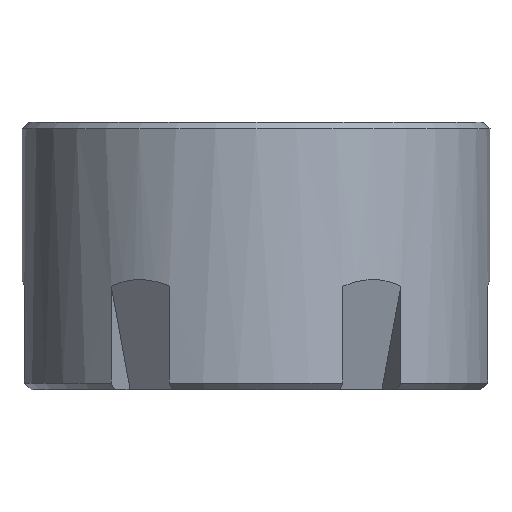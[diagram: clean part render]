
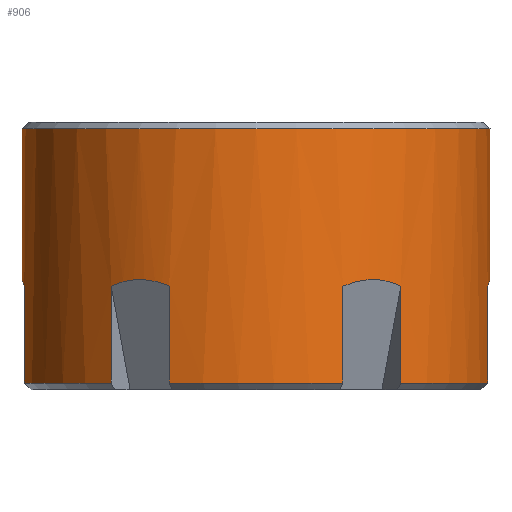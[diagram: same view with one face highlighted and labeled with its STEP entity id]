
A CAD part, left-side view. The second image highlights one B-rep face of the part: STEP entity #906.
In plain terms, the highlighted cylindrical face has radius 17.5 mm (diameter 35 mm), a full revolution.
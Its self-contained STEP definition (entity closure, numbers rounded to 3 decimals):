
#22=ELLIPSE('',#948,51.167,17.5);
#23=ELLIPSE('',#950,51.167,17.5);
#24=ELLIPSE('',#972,51.167,17.5);
#25=ELLIPSE('',#976,51.167,17.5);
#26=ELLIPSE('',#980,51.167,17.5);
#27=ELLIPSE('',#992,51.167,17.5);
#61=LINE('',#1339,#103);
#62=LINE('',#1341,#104);
#65=LINE('',#1349,#107);
#66=LINE('',#1351,#108);
#69=LINE('',#1359,#111);
#70=LINE('',#1361,#112);
#71=LINE('',#1363,#113);
#72=LINE('',#1365,#114);
#73=LINE('',#1367,#115);
#74=LINE('',#1376,#116);
#75=LINE('',#1380,#117);
#76=LINE('',#1381,#118);
#103=VECTOR('',#1139,1000.);
#104=VECTOR('',#1142,1000.);
#107=VECTOR('',#1151,1000.);
#108=VECTOR('',#1154,1000.);
#111=VECTOR('',#1163,1000.);
#112=VECTOR('',#1166,1000.);
#113=VECTOR('',#1169,1000.);
#114=VECTOR('',#1172,1000.);
#115=VECTOR('',#1175,1000.);
#116=VECTOR('',#1188,1000.);
#117=VECTOR('',#1191,1000.);
#118=VECTOR('',#1192,1000.);
#272=ORIENTED_EDGE('',*,*,#391,.F.);
#273=ORIENTED_EDGE('',*,*,#392,.T.);
#274=ORIENTED_EDGE('',*,*,#393,.T.);
#275=ORIENTED_EDGE('',*,*,#394,.F.);
#276=ORIENTED_EDGE('',*,*,#352,.F.);
#277=ORIENTED_EDGE('',*,*,#376,.T.);
#278=ORIENTED_EDGE('',*,*,#372,.T.);
#279=ORIENTED_EDGE('',*,*,#375,.F.);
#280=ORIENTED_EDGE('',*,*,#362,.F.);
#281=ORIENTED_EDGE('',*,*,#380,.T.);
#282=ORIENTED_EDGE('',*,*,#377,.T.);
#283=ORIENTED_EDGE('',*,*,#381,.F.);
#284=ORIENTED_EDGE('',*,*,#341,.F.);
#285=ORIENTED_EDGE('',*,*,#388,.T.);
#286=ORIENTED_EDGE('',*,*,#382,.T.);
#287=ORIENTED_EDGE('',*,*,#387,.F.);
#288=ORIENTED_EDGE('',*,*,#344,.F.);
#289=ORIENTED_EDGE('',*,*,#386,.T.);
#290=ORIENTED_EDGE('',*,*,#358,.T.);
#291=ORIENTED_EDGE('',*,*,#385,.F.);
#292=ORIENTED_EDGE('',*,*,#347,.F.);
#293=ORIENTED_EDGE('',*,*,#389,.T.);
#294=ORIENTED_EDGE('',*,*,#355,.T.);
#295=ORIENTED_EDGE('',*,*,#395,.F.);
#296=ORIENTED_EDGE('',*,*,#350,.F.);
#341=EDGE_CURVE('',#425,#426,#469,.T.);
#344=EDGE_CURVE('',#427,#428,#472,.T.);
#347=EDGE_CURVE('',#429,#430,#475,.T.);
#350=EDGE_CURVE('',#431,#432,#478,.T.);
#352=EDGE_CURVE('',#433,#434,#480,.T.);
#355=EDGE_CURVE('',#435,#436,#22,.T.);
#358=EDGE_CURVE('',#437,#438,#23,.T.);
#362=EDGE_CURVE('',#439,#440,#484,.T.);
#372=EDGE_CURVE('',#449,#450,#24,.T.);
#375=EDGE_CURVE('',#440,#450,#61,.T.);
#376=EDGE_CURVE('',#433,#449,#62,.T.);
#377=EDGE_CURVE('',#451,#452,#25,.T.);
#380=EDGE_CURVE('',#439,#451,#65,.T.);
#381=EDGE_CURVE('',#426,#452,#66,.T.);
#382=EDGE_CURVE('',#453,#454,#26,.T.);
#385=EDGE_CURVE('',#430,#438,#69,.T.);
#386=EDGE_CURVE('',#427,#437,#70,.T.);
#387=EDGE_CURVE('',#428,#454,#71,.T.);
#388=EDGE_CURVE('',#425,#453,#72,.T.);
#389=EDGE_CURVE('',#429,#435,#73,.T.);
#391=EDGE_CURVE('',#456,#456,#495,.T.);
#392=EDGE_CURVE('',#431,#457,#74,.T.);
#393=EDGE_CURVE('',#457,#458,#27,.T.);
#394=EDGE_CURVE('',#434,#458,#75,.T.);
#395=EDGE_CURVE('',#432,#436,#76,.T.);
#425=VERTEX_POINT('',#1262);
#426=VERTEX_POINT('',#1264);
#427=VERTEX_POINT('',#1268);
#428=VERTEX_POINT('',#1270);
#429=VERTEX_POINT('',#1274);
#430=VERTEX_POINT('',#1276);
#431=VERTEX_POINT('',#1280);
#432=VERTEX_POINT('',#1282);
#433=VERTEX_POINT('',#1286);
#434=VERTEX_POINT('',#1287);
#435=VERTEX_POINT('',#1292);
#436=VERTEX_POINT('',#1293);
#437=VERTEX_POINT('',#1298);
#438=VERTEX_POINT('',#1299);
#439=VERTEX_POINT('',#1304);
#440=VERTEX_POINT('',#1306);
#449=VERTEX_POINT('',#1334);
#450=VERTEX_POINT('',#1335);
#451=VERTEX_POINT('',#1344);
#452=VERTEX_POINT('',#1345);
#453=VERTEX_POINT('',#1354);
#454=VERTEX_POINT('',#1355);
#456=VERTEX_POINT('',#1372);
#457=VERTEX_POINT('',#1377);
#458=VERTEX_POINT('',#1379);
#469=CIRCLE('',#929,17.5);
#472=CIRCLE('',#933,17.5);
#475=CIRCLE('',#937,17.5);
#478=CIRCLE('',#941,17.5);
#480=CIRCLE('',#944,17.5);
#484=CIRCLE('',#953,17.5);
#495=CIRCLE('',#988,17.5);
#542=EDGE_LOOP('',(#272));
#543=EDGE_LOOP('',(#273,#274,#275,#276,#277,#278,#279,#280,#281,#282,#283,
#284,#285,#286,#287,#288,#289,#290,#291,#292,#293,#294,#295,#296));
#594=FACE_BOUND('',#542,.T.);
#595=FACE_BOUND('',#543,.T.);
#604=CYLINDRICAL_SURFACE('',#991,17.5);
#906=ADVANCED_FACE('',(#594,#595),#604,.T.);
#929=AXIS2_PLACEMENT_3D('',#1263,#1043,#1044);
#933=AXIS2_PLACEMENT_3D('',#1269,#1051,#1052);
#937=AXIS2_PLACEMENT_3D('',#1275,#1059,#1060);
#941=AXIS2_PLACEMENT_3D('',#1281,#1067,#1068);
#944=AXIS2_PLACEMENT_3D('',#1285,#1073,#1074);
#948=AXIS2_PLACEMENT_3D('',#1291,#1081,#1082);
#950=AXIS2_PLACEMENT_3D('',#1297,#1087,#1088);
#953=AXIS2_PLACEMENT_3D('',#1305,#1095,#1096);
#972=AXIS2_PLACEMENT_3D('',#1333,#1133,#1134);
#976=AXIS2_PLACEMENT_3D('',#1343,#1145,#1146);
#980=AXIS2_PLACEMENT_3D('',#1353,#1157,#1158);
#988=AXIS2_PLACEMENT_3D('',#1371,#1180,#1181);
#991=AXIS2_PLACEMENT_3D('',#1375,#1186,#1187);
#992=AXIS2_PLACEMENT_3D('',#1378,#1189,#1190);
#1043=DIRECTION('',(0.,0.,-1.));
#1044=DIRECTION('',(-1.,0.,0.));
#1051=DIRECTION('',(0.,0.,-1.));
#1052=DIRECTION('',(-1.,0.,0.));
#1059=DIRECTION('',(0.,0.,-1.));
#1060=DIRECTION('',(-1.,0.,0.));
#1067=DIRECTION('',(0.,0.,-1.));
#1068=DIRECTION('',(-1.,0.,0.));
#1073=DIRECTION('',(0.,0.,-1.));
#1074=DIRECTION('',(-1.,0.,0.));
#1081=DIRECTION('',(-0.814,0.47,0.342));
#1082=DIRECTION('',(0.296,-0.171,0.94));
#1087=DIRECTION('',(0.,0.94,0.342));
#1088=DIRECTION('',(0.,-0.342,0.94));
#1095=DIRECTION('',(0.,0.,-1.));
#1096=DIRECTION('',(-1.,0.,0.));
#1133=DIRECTION('',(0.,-0.94,0.342));
#1134=DIRECTION('',(0.,0.342,0.94));
#1139=DIRECTION('',(0.,0.,1.));
#1142=DIRECTION('',(0.,0.,1.));
#1145=DIRECTION('',(0.814,-0.47,0.342));
#1146=DIRECTION('',(-0.296,0.171,0.94));
#1151=DIRECTION('',(0.,0.,1.));
#1154=DIRECTION('',(0.,0.,1.));
#1157=DIRECTION('',(0.814,0.47,0.342));
#1158=DIRECTION('',(-0.296,-0.171,0.94));
#1163=DIRECTION('',(0.,0.,1.));
#1166=DIRECTION('',(0.,0.,1.));
#1169=DIRECTION('',(0.,0.,1.));
#1172=DIRECTION('',(0.,0.,1.));
#1175=DIRECTION('',(0.,0.,1.));
#1180=DIRECTION('',(0.,0.,1.));
#1181=DIRECTION('',(1.,0.,0.));
#1186=DIRECTION('',(0.,0.,-1.));
#1187=DIRECTION('',(1.,0.,0.));
#1188=DIRECTION('',(0.,0.,1.));
#1189=DIRECTION('',(-0.814,-0.47,0.342));
#1190=DIRECTION('',(0.296,0.171,0.94));
#1191=DIRECTION('',(0.,0.,1.));
#1192=DIRECTION('',(0.,0.,1.));
#1262=CARTESIAN_POINT('',(-16.25,-6.495,0.5));
#1263=CARTESIAN_POINT('',(0.,0.,0.5));
#1264=CARTESIAN_POINT('',(-16.25,6.495,0.5));
#1268=CARTESIAN_POINT('',(-2.5,-17.321,0.5));
#1269=CARTESIAN_POINT('',(0.,0.,0.5));
#1270=CARTESIAN_POINT('',(-13.75,-10.825,0.5));
#1274=CARTESIAN_POINT('',(13.75,-10.825,0.5));
#1275=CARTESIAN_POINT('',(0.,0.,0.5));
#1276=CARTESIAN_POINT('',(2.5,-17.321,0.5));
#1280=CARTESIAN_POINT('',(16.25,6.495,0.5));
#1281=CARTESIAN_POINT('',(0.,0.,0.5));
#1282=CARTESIAN_POINT('',(16.25,-6.495,0.5));
#1285=CARTESIAN_POINT('',(0.,0.,0.5));
#1286=CARTESIAN_POINT('',(2.5,17.321,0.5));
#1287=CARTESIAN_POINT('',(13.75,10.825,0.5));
#1291=CARTESIAN_POINT('',(0.,0.,-39.838));
#1292=CARTESIAN_POINT('',(13.75,-10.825,7.749));
#1293=CARTESIAN_POINT('',(16.25,-6.495,7.749));
#1297=CARTESIAN_POINT('',(0.,0.,-39.838));
#1298=CARTESIAN_POINT('',(-2.5,-17.321,7.749));
#1299=CARTESIAN_POINT('',(2.5,-17.321,7.749));
#1304=CARTESIAN_POINT('',(-13.75,10.825,0.5));
#1305=CARTESIAN_POINT('',(0.,0.,0.5));
#1306=CARTESIAN_POINT('',(-2.5,17.321,0.5));
#1333=CARTESIAN_POINT('',(0.,0.,-39.838));
#1334=CARTESIAN_POINT('',(2.5,17.321,7.749));
#1335=CARTESIAN_POINT('',(-2.5,17.321,7.749));
#1339=CARTESIAN_POINT('',(-2.5,17.321,0.));
#1341=CARTESIAN_POINT('',(2.5,17.321,0.));
#1343=CARTESIAN_POINT('',(0.,0.,-39.838));
#1344=CARTESIAN_POINT('',(-13.75,10.825,7.749));
#1345=CARTESIAN_POINT('',(-16.25,6.495,7.749));
#1349=CARTESIAN_POINT('',(-13.75,10.825,0.));
#1351=CARTESIAN_POINT('',(-16.25,6.495,0.));
#1353=CARTESIAN_POINT('',(0.,0.,-39.838));
#1354=CARTESIAN_POINT('',(-16.25,-6.495,7.749));
#1355=CARTESIAN_POINT('',(-13.75,-10.825,7.749));
#1359=CARTESIAN_POINT('',(2.5,-17.321,0.));
#1361=CARTESIAN_POINT('',(-2.5,-17.321,0.));
#1363=CARTESIAN_POINT('',(-13.75,-10.825,0.));
#1365=CARTESIAN_POINT('',(-16.25,-6.495,0.));
#1367=CARTESIAN_POINT('',(13.75,-10.825,0.));
#1371=CARTESIAN_POINT('',(0.,0.,19.5));
#1372=CARTESIAN_POINT('',(17.5,0.,19.5));
#1375=CARTESIAN_POINT('',(0.,0.,0.));
#1376=CARTESIAN_POINT('',(16.25,6.495,0.));
#1377=CARTESIAN_POINT('',(16.25,6.495,7.749));
#1378=CARTESIAN_POINT('',(0.,0.,-39.838));
#1379=CARTESIAN_POINT('',(13.75,10.825,7.749));
#1380=CARTESIAN_POINT('',(13.75,10.825,0.));
#1381=CARTESIAN_POINT('',(16.25,-6.495,0.));
